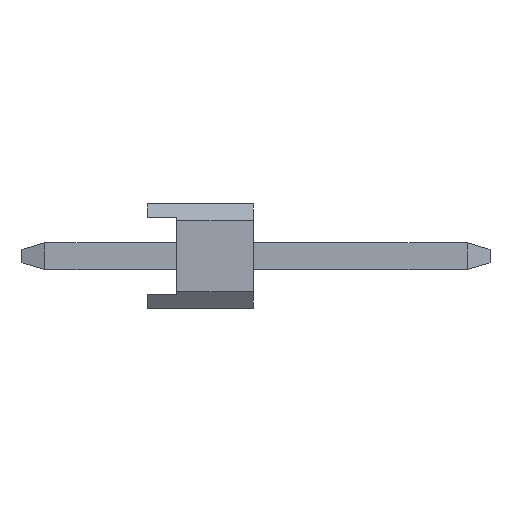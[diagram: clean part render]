
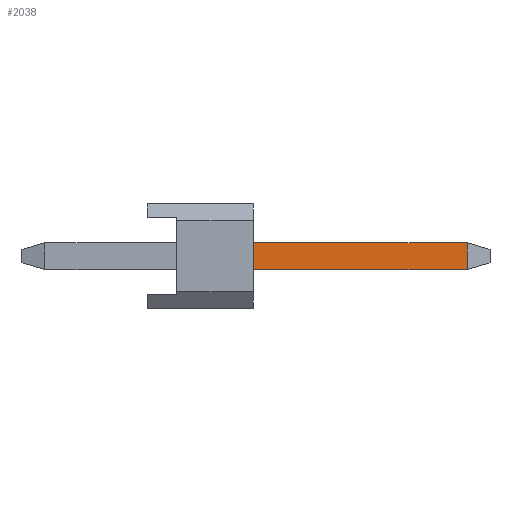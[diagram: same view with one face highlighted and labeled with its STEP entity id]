
A CAD part, left-side view. The second image highlights one B-rep face of the part: STEP entity #2038.
In plain terms, the highlighted planar face has unit normal (-1, 0, 0).
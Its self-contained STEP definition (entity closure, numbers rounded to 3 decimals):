
#184 = FACE_OUTER_BOUND ( 'NONE', #4375, .T. ) ;
#544 = ORIENTED_EDGE ( 'NONE', *, *, #2513, .F. ) ;
#695 = EDGE_CURVE ( 'NONE', #6354, #6670, #8483, .T. ) ;
#959 = DIRECTION ( 'NONE',  ( 0., 0., -1. ) ) ;
#1210 = CARTESIAN_POINT ( 'NONE',  ( -15.56, -7.654, -0.32 ) ) ;
#1442 = DIRECTION ( 'NONE',  ( 0., 1., 0. ) ) ;
#2038 = ADVANCED_FACE ( 'NONE', ( #184 ), #6129, .T. ) ;
#2053 = VECTOR ( 'NONE', #8181, 1000. ) ;
#2075 = ORIENTED_EDGE ( 'NONE', *, *, #8247, .F. ) ;
#2513 = EDGE_CURVE ( 'NONE', #6670, #4206, #9160, .T. ) ;
#2541 = CARTESIAN_POINT ( 'NONE',  ( -15.56, -7.654, 0.32 ) ) ;
#2904 = ORIENTED_EDGE ( 'NONE', *, *, #4725, .F. ) ;
#2938 = CARTESIAN_POINT ( 'NONE',  ( -15.56, -2.54, -0.32 ) ) ;
#3970 = CARTESIAN_POINT ( 'NONE',  ( -15.56, -7.654, 0.5 ) ) ;
#4043 = VECTOR ( 'NONE', #1442, 1000. ) ;
#4206 = VERTEX_POINT ( 'NONE', #2541 ) ;
#4322 = DIRECTION ( 'NONE',  ( 0., 0., 1. ) ) ;
#4375 = EDGE_LOOP ( 'NONE', ( #6326, #2075, #2904, #544 ) ) ;
#4698 = VECTOR ( 'NONE', #4322, 1000. ) ;
#4725 = EDGE_CURVE ( 'NONE', #4206, #7522, #9345, .T. ) ;
#4747 = DIRECTION ( 'NONE',  ( -1., 0., 0. ) ) ;
#5488 = CARTESIAN_POINT ( 'NONE',  ( -15.56, -2.6, 0.5 ) ) ;
#5926 = CARTESIAN_POINT ( 'NONE',  ( -15.56, -2.54, 0.252 ) ) ;
#6129 = PLANE ( 'NONE',  #6934 ) ;
#6326 = ORIENTED_EDGE ( 'NONE', *, *, #695, .F. ) ;
#6354 = VERTEX_POINT ( 'NONE', #2938 ) ;
#6670 = VERTEX_POINT ( 'NONE', #9221 ) ;
#6934 = AXIS2_PLACEMENT_3D ( 'NONE', #5488, #4747, #8476 ) ;
#7522 = VERTEX_POINT ( 'NONE', #1210 ) ;
#7918 = VECTOR ( 'NONE', #959, 1000. ) ;
#8181 = DIRECTION ( 'NONE',  ( 0., -1., 0. ) ) ;
#8247 = EDGE_CURVE ( 'NONE', #7522, #6354, #9383, .T. ) ;
#8476 = DIRECTION ( 'NONE',  ( 0., 1., 0. ) ) ;
#8483 = LINE ( 'NONE', #5926, #4698 ) ;
#9007 = CARTESIAN_POINT ( 'NONE',  ( -15.56, -2.6, 0.32 ) ) ;
#9160 = LINE ( 'NONE', #9007, #2053 ) ;
#9221 = CARTESIAN_POINT ( 'NONE',  ( -15.56, -2.54, 0.32 ) ) ;
#9345 = LINE ( 'NONE', #3970, #7918 ) ;
#9383 = LINE ( 'NONE', #9648, #4043 ) ;
#9648 = CARTESIAN_POINT ( 'NONE',  ( -15.56, -2.6, -0.32 ) ) ;
